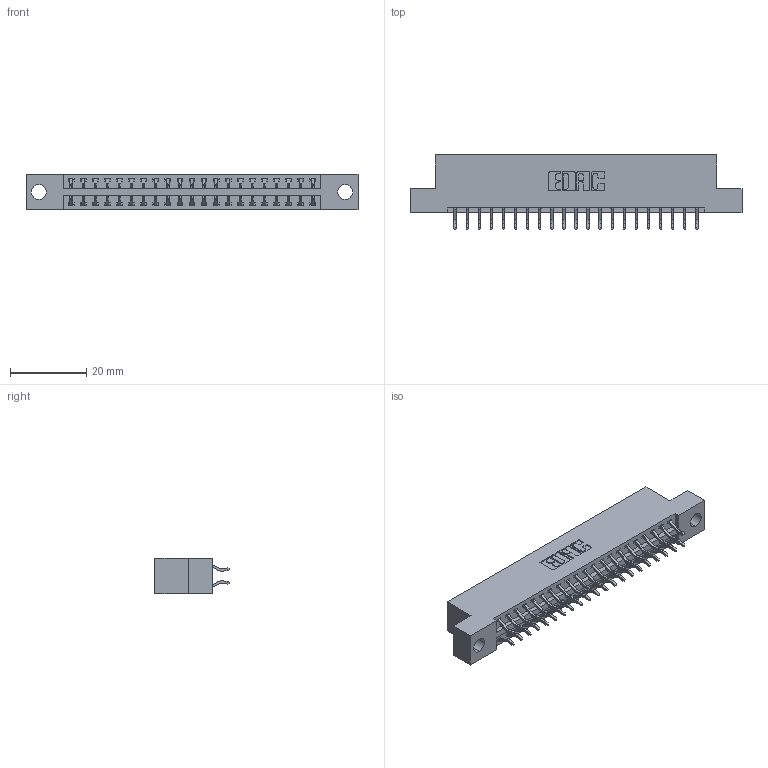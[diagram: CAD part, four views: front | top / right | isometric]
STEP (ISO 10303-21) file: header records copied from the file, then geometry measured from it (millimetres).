
FILE_DESCRIPTION (( 'STEP AP203' ), '1' );
FILE_NAME ('396-042-556-204.STEP', '2019-10-30T11:10:25', ( '' ), ( '' ), 'SwSTEP 2.0', 'SolidWorks 2016', '' );
FILE_SCHEMA (( 'CONFIG_CONTROL_DESIGN' ));
Length unit declared in the file: inch
Products named in the file (3): 345-292-001_556 Tail; 346 Part_Flush Mounting Lugs - 0.156 Dia-TH; 396-042-556-204
Assembly tree (43 placements, depth 2):
  396-042-556-204
    346 Part_Flush Mounting Lugs - 0.156 Dia-TH
    345-292-001_556 Tail  x42
Bounding box: 87.25 x 19.57 x 9.4 mm (x, y, z)
Volume: 8255.2 mm3; surface area: 10791.6 mm2
Topology: 43 solids, 43 shells, 2558 faces, 7595 edges, 5006 vertices
Faces by surface type: plane 1714, cylinder 844
Entity records: 16755 total; most frequent: CARTESIAN_POINT 2804, ORIENTED_EDGE 2726, DIRECTION 2511, EDGE_CURVE 1363, VECTOR 1139, LINE 1139, VERTEX_POINT 906, AXIS2_PLACEMENT_3D 686
